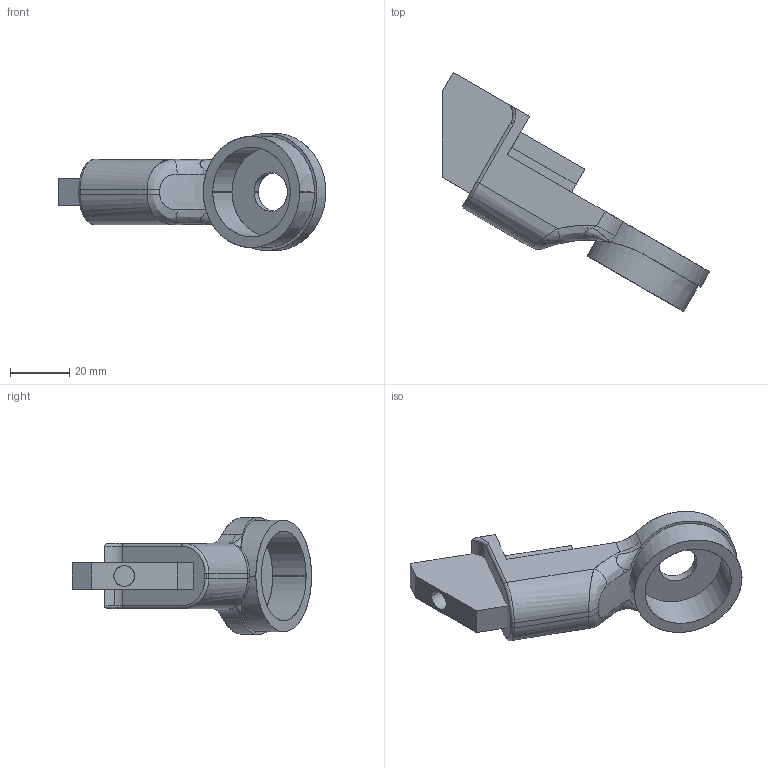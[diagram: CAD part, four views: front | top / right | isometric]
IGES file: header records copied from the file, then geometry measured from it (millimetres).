
Start section: SolidWorks IGES file using analytic representation for surfaces
Global section: file name: sten stock adaptor.IGS; native system: SolidWorks 2011; preprocessor: SolidWorks 2011; author: Braxton_2; date: 111124.130650; units: millimetre
Bounding box: 90.31 x 80.67 x 39.48 mm (x, y, z)
Surface area: 12850.5 mm2 (no closed solid volume)
Topology: 0 solids, 0 shells, 60 faces, 896 edges, 894 vertices
Faces by surface type: bspline 38, revolution 22
